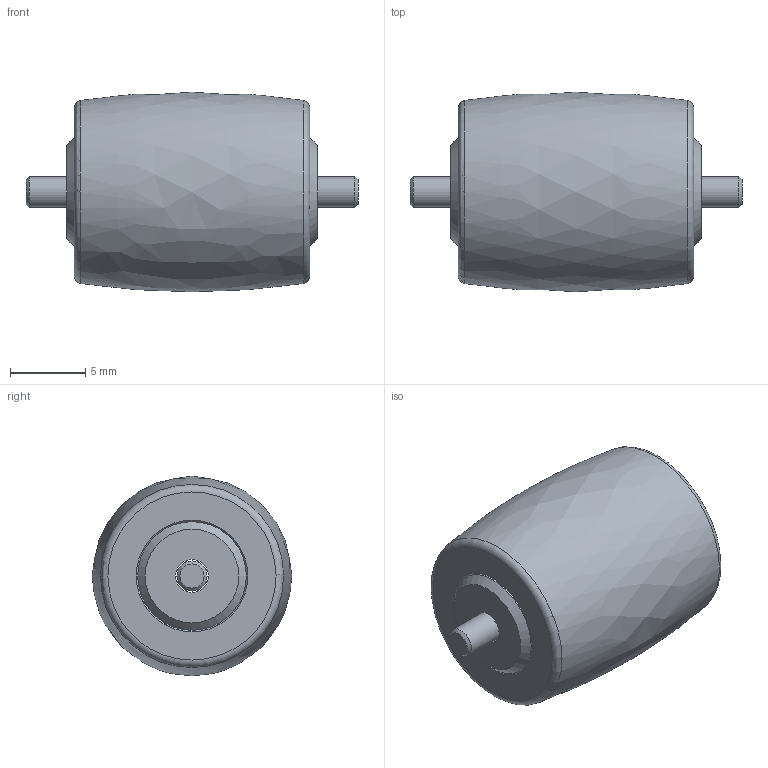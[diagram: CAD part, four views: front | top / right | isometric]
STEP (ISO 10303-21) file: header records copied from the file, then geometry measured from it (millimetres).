
FILE_DESCRIPTION(/* description */ (''),/* implementation_level */ '2;1');
FILE_NAME(/* name */ '4'''' Omni-Directional Wheel-Parts\Roller_MIR.iam.step',/* time_stamp */ '2020-04-16T23:40:00-04:00',/* author */ ('Jordan'),/* organization */ (''),/* preprocessor_version */ 'ST-DEVELOPER v17',/* originating_system */ 'Autodesk Inventor 2019',/* authorisation */ '');
FILE_SCHEMA (('AUTOMOTIVE_DESIGN { 1 0 10303 214 3 1 1 }'));
Length unit declared in the file: inch
Products named in the file (4): Roller_MIR; Insert_MIR; Rubber_MIR; Shaft_MIR
Assembly tree (3 placements, depth 2):
  Roller_MIR
    Insert_MIR
    Rubber_MIR
    Shaft_MIR
Bounding box: 22 x 13.22 x 13.22 mm (x, y, z)
Volume: 1776 mm3; surface area: 1915.9 mm2
Topology: 3 solids, 3 shells, 39 faces, 113 edges, 84 vertices
Faces by surface type: cone 14, cylinder 12, plane 10, torus 2, bspline 1
Full cylindrical faces by diameter (mm): 2 x1, 2.2 x1, 5 x2, 7 x2, 7.2 x2, 8 x4
Entity records: 1629 total; most frequent: DIRECTION 290, CARTESIAN_POINT 269, ORIENTED_EDGE 226, AXIS2_PLACEMENT_3D 132, EDGE_CURVE 113, VERTEX_POINT 84, CIRCLE 83, EDGE_LOOP 47
